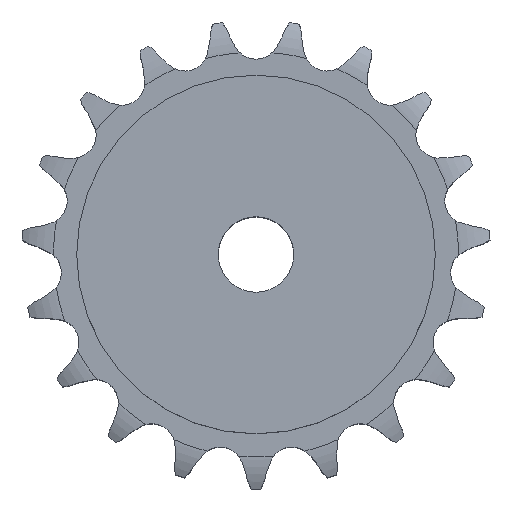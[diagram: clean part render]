
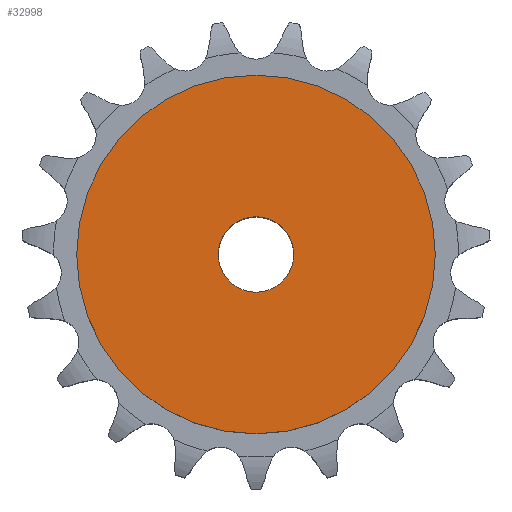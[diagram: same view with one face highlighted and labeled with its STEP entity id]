
A CAD part, top view. The second image highlights one B-rep face of the part: STEP entity #32998.
In plain terms, the highlighted planar face has unit normal (0, 0, 1).
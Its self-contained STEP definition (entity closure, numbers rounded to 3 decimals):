
#17832 = CYLINDRICAL_SURFACE('',#17833,10.);
#17833 = AXIS2_PLACEMENT_3D('',#17834,#17835,#17836);
#17834 = CARTESIAN_POINT('',(0.,0.,204.853));
#17835 = DIRECTION('',(0.,0.,1.));
#17836 = DIRECTION('',(1.,0.,0.));
#22657 = EDGE_CURVE('',#22658,#22658,#22660,.T.);
#22658 = VERTEX_POINT('',#22659);
#22659 = CARTESIAN_POINT('',(10.,0.,70.));
#22660 = SURFACE_CURVE('',#22661,(#22666,#22673),.PCURVE_S1.);
#22661 = CIRCLE('',#22662,10.);
#22662 = AXIS2_PLACEMENT_3D('',#22663,#22664,#22665);
#22663 = CARTESIAN_POINT('',(0.,0.,70.));
#22664 = DIRECTION('',(0.,0.,1.));
#22665 = DIRECTION('',(1.,0.,0.));
#22666 = PCURVE('',#17832,#22667);
#22667 = DEFINITIONAL_REPRESENTATION('',(#22668),#22672);
#22668 = LINE('',#22669,#22670);
#22669 = CARTESIAN_POINT('',(0.,-134.853));
#22670 = VECTOR('',#22671,1.);
#22671 = DIRECTION('',(1.,0.));
#22672 = ( GEOMETRIC_REPRESENTATION_CONTEXT(2) 
PARAMETRIC_REPRESENTATION_CONTEXT() REPRESENTATION_CONTEXT('2D SPACE',''
  ) );
#22673 = PCURVE('',#22674,#22679);
#22674 = PLANE('',#22675);
#22675 = AXIS2_PLACEMENT_3D('',#22676,#22677,#22678);
#22676 = CARTESIAN_POINT('',(0.,0.,70.)
  );
#22677 = DIRECTION('',(0.,0.,1.));
#22678 = DIRECTION('',(1.,0.,0.));
#22679 = DEFINITIONAL_REPRESENTATION('',(#22680),#22684);
#22680 = CIRCLE('',#22681,10.);
#22681 = AXIS2_PLACEMENT_2D('',#22682,#22683);
#22682 = CARTESIAN_POINT('',(0.,0.));
#22683 = DIRECTION('',(1.,0.));
#22684 = ( GEOMETRIC_REPRESENTATION_CONTEXT(2) 
PARAMETRIC_REPRESENTATION_CONTEXT() REPRESENTATION_CONTEXT('2D SPACE',''
  ) );
#32998 = ADVANCED_FACE('',(#32999,#33030),#22674,.T.);
#32999 = FACE_BOUND('',#33000,.T.);
#33000 = EDGE_LOOP('',(#33001));
#33001 = ORIENTED_EDGE('',*,*,#33002,.T.);
#33002 = EDGE_CURVE('',#33003,#33003,#33005,.T.);
#33003 = VERTEX_POINT('',#33004);
#33004 = CARTESIAN_POINT('',(47.5,0.,70.));
#33005 = SURFACE_CURVE('',#33006,(#33011,#33018),.PCURVE_S1.);
#33006 = CIRCLE('',#33007,47.5);
#33007 = AXIS2_PLACEMENT_3D('',#33008,#33009,#33010);
#33008 = CARTESIAN_POINT('',(0.,0.,70.));
#33009 = DIRECTION('',(0.,0.,1.));
#33010 = DIRECTION('',(1.,0.,0.));
#33011 = PCURVE('',#22674,#33012);
#33012 = DEFINITIONAL_REPRESENTATION('',(#33013),#33017);
#33013 = CIRCLE('',#33014,47.5);
#33014 = AXIS2_PLACEMENT_2D('',#33015,#33016);
#33015 = CARTESIAN_POINT('',(0.,0.));
#33016 = DIRECTION('',(1.,0.));
#33017 = ( GEOMETRIC_REPRESENTATION_CONTEXT(2) 
PARAMETRIC_REPRESENTATION_CONTEXT() REPRESENTATION_CONTEXT('2D SPACE',''
  ) );
#33018 = PCURVE('',#33019,#33024);
#33019 = CYLINDRICAL_SURFACE('',#33020,47.5);
#33020 = AXIS2_PLACEMENT_3D('',#33021,#33022,#33023);
#33021 = CARTESIAN_POINT('',(0.,0.,0.));
#33022 = DIRECTION('',(-0.,-0.,-1.));
#33023 = DIRECTION('',(1.,0.,0.));
#33024 = DEFINITIONAL_REPRESENTATION('',(#33025),#33029);
#33025 = LINE('',#33026,#33027);
#33026 = CARTESIAN_POINT('',(-0.,-70.));
#33027 = VECTOR('',#33028,1.);
#33028 = DIRECTION('',(-1.,0.));
#33029 = ( GEOMETRIC_REPRESENTATION_CONTEXT(2) 
PARAMETRIC_REPRESENTATION_CONTEXT() REPRESENTATION_CONTEXT('2D SPACE',''
  ) );
#33030 = FACE_BOUND('',#33031,.T.);
#33031 = EDGE_LOOP('',(#33032));
#33032 = ORIENTED_EDGE('',*,*,#22657,.F.);
